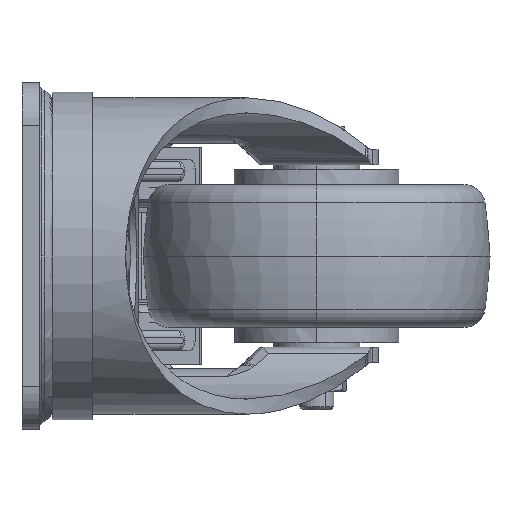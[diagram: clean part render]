
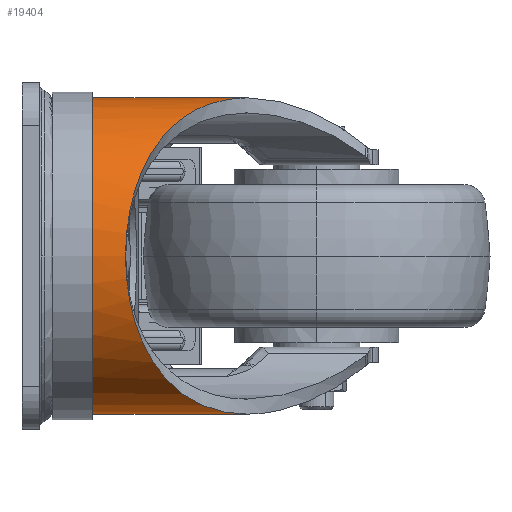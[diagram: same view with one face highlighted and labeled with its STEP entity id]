
A CAD part, left-side view. The second image highlights one B-rep face of the part: STEP entity #19404.
In plain terms, the highlighted cylindrical face has radius 36.5 mm (diameter 73 mm), a partial arc.
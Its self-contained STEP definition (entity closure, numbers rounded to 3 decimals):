
#189 = LINE ( 'NONE', #35932, #35573 ) ;
#616 = CARTESIAN_POINT ( 'NONE',  ( -28.245, -29.438, 23.153 ) ) ;
#750 = AXIS2_PLACEMENT_3D ( 'NONE', #31777, #21558, #4669 ) ;
#758 = CARTESIAN_POINT ( 'NONE',  ( -25.751, -31.202, 25.875 ) ) ;
#1049 = CARTESIAN_POINT ( 'NONE',  ( -2.037, -50.156, 36.458 ) ) ;
#1336 = CARTESIAN_POINT ( 'NONE',  ( -4.076, -48.356, -36.286 ) ) ;
#3923 = CARTESIAN_POINT ( 'NONE',  ( -13.26, -40.664, 34.023 ) ) ;
#3937 = CARTESIAN_POINT ( 'NONE',  ( -32.46, -26.55, 16.742 ) ) ;
#4641 = CARTESIAN_POINT ( 'NONE',  ( -14.275, -39.842, -33.661 ) ) ;
#4669 = DIRECTION ( 'NONE',  ( 0., 0., -1. ) ) ;
#4944 = CARTESIAN_POINT ( 'NONE',  ( -33.51, -25.847, -14.527 ) ) ;
#5370 = DIRECTION ( 'NONE',  ( 0., 0., -1. ) ) ;
#5955 = VERTEX_POINT ( 'NONE', #20909 ) ;
#6155 = EDGE_LOOP ( 'NONE', ( #31742, #21779, #35008, #16022 ) ) ;
#6734 = CARTESIAN_POINT ( 'NONE',  ( 0., -16.358, 36.5 ) ) ;
#7366 = CARTESIAN_POINT ( 'NONE',  ( -20.258, -35.218, 30.447 ) ) ;
#7564 = CARTESIAN_POINT ( 'NONE',  ( 0., -51.994, -36.5 ) ) ;
#7793 = CARTESIAN_POINT ( 'NONE',  ( -15.794, -38.658, 32.911 ) ) ;
#7933 = CARTESIAN_POINT ( 'NONE',  ( -1.015, -51.072, 36.5 ) ) ;
#8240 = CARTESIAN_POINT ( 'NONE',  ( -18.744, -36.377, -31.324 ) ) ;
#8387 = CARTESIAN_POINT ( 'NONE',  ( -36.104, -24.141, -5.531 ) ) ;
#8533 = CARTESIAN_POINT ( 'NONE',  ( 0., -51.994, -36.5 ) ) ;
#8673 = CARTESIAN_POINT ( 'NONE',  ( -34.903, -24.926, -10.764 ) ) ;
#8821 = CARTESIAN_POINT ( 'NONE',  ( -36.498, -23.885, -0.783 ) ) ;
#9813 = CARTESIAN_POINT ( 'NONE',  ( -33.577, -25.803, 14.373 ) ) ;
#11344 = CARTESIAN_POINT ( 'NONE',  ( -16.3, -38.262, 32.663 ) ) ;
#11935 = CARTESIAN_POINT ( 'NONE',  ( -16.278, -38.266, -32.749 ) ) ;
#12068 = DIRECTION ( 'NONE',  ( 0., -1., 0. ) ) ;
#13260 = FACE_OUTER_BOUND ( 'NONE', #6155, .T. ) ;
#13822 = VERTEX_POINT ( 'NONE', #6734 ) ;
#13969 = EDGE_CURVE ( 'NONE', #13822, #5955, #189, .T. ) ;
#14354 = CARTESIAN_POINT ( 'NONE',  ( -17.301, -37.485, 32.144 ) ) ;
#14646 = CARTESIAN_POINT ( 'NONE',  ( -5.103, -47.462, 36.156 ) ) ;
#14754 = CARTESIAN_POINT ( 'NONE',  ( -34.075, -25.472, 13.15 ) ) ;
#14786 = CARTESIAN_POINT ( 'NONE',  ( -20.688, -34.908, -30.076 ) ) ;
#14847 = AXIS2_PLACEMENT_3D ( 'NONE', #19265, #12068, #5370 ) ;
#15227 = CARTESIAN_POINT ( 'NONE',  ( -10.23, -43.117, -35.103 ) ) ;
#15373 = CARTESIAN_POINT ( 'NONE',  ( -30.494, -27.877, -20.216 ) ) ;
#15752 = LINE ( 'NONE', #38940, #36188 ) ;
#16022 = ORIENTED_EDGE ( 'NONE', *, *, #33940, .T. ) ;
#17640 = CARTESIAN_POINT ( 'NONE',  ( -27.442, -30.001, 24.098 ) ) ;
#18230 = CARTESIAN_POINT ( 'NONE',  ( -28.581, -29.205, -22.711 ) ) ;
#18515 = CARTESIAN_POINT ( 'NONE',  ( -27.374, -30.05, -24.151 ) ) ;
#18671 = CARTESIAN_POINT ( 'NONE',  ( -31.831, -26.971, -18.051 ) ) ;
#18831 = CARTESIAN_POINT ( 'NONE',  ( -36.337, -23.99, -3.514 ) ) ;
#19265 = CARTESIAN_POINT ( 'NONE',  ( 0., -16.358, 0. ) ) ;
#19404 = ADVANCED_FACE ( 'NONE', ( #13260 ), #23915, .T. ) ;
#19580 = CARTESIAN_POINT ( 'NONE',  ( -34.929, -24.909, 10.613 ) ) ;
#20340 = B_SPLINE_CURVE_WITH_KNOTS ( 'NONE', 3,
 ( #8533, #21809, #32458, #1336, #25302, #28737, #15227, #4641, #11935, #8240, #35973, #32172, #14786, #35669, #25752, #29198, #39123, #22130, #18515, #42585, #18230, #15373, #18671, #4944, #28899, #8673, #39416, #38814, #8387, #18831, #42886, #42286, #8821, #33370, #33716, #24250, #25313, #19580, #44234, #14754, #9813, #3937, #26314, #41848, #35219, #616, #17640, #24546, #758, #34762, #21522, #35068, #7366, #42134, #14354, #11344, #7793, #28293, #3923, #31736, #31882, #14646, #28017, #1049, #7933, #27870 ),
 .UNSPECIFIED., .F., .F.,
 ( 4, 2, 2, 2, 2, 2, 2, 2, 2, 2, 2, 2, 2, 2, 2, 2, 2, 2, 2, 2, 2, 2, 2, 2, 2, 2, 2, 2, 2, 2, 2, 2, 4 ),
 ( 0., 0.004, 0.008, 0.016, 0.025, 0.027, 0.029, 0.033, 0.037, 0.039, 0.041, 0.049, 0.053, 0.057, 0.062, 0.064, 0.066, 0.074, 0.076, 0.078, 0.082, 0.086, 0.09, 0.094, 0.096, 0.098, 0.107, 0.109, 0.111, 0.115, 0.123, 0.127, 0.131 ),
 .UNSPECIFIED. ) ;
#20909 = CARTESIAN_POINT ( 'NONE',  ( 0., -51.994, 36.5 ) ) ;
#21522 = CARTESIAN_POINT ( 'NONE',  ( -24.424, -32.157, 27.13 ) ) ;
#21558 = DIRECTION ( 'NONE',  ( 0., -1., 0. ) ) ;
#21779 = ORIENTED_EDGE ( 'NONE', *, *, #41238, .T. ) ;
#21809 = CARTESIAN_POINT ( 'NONE',  ( -1.013, -51.073, -36.5 ) ) ;
#22130 = CARTESIAN_POINT ( 'NONE',  ( -26.961, -30.342, -24.611 ) ) ;
#22381 = DIRECTION ( 'NONE',  ( 0., -1., 0. ) ) ;
#23024 = EDGE_CURVE ( 'NONE', #31098, #31814, #15752, .T. ) ;
#23915 = CYLINDRICAL_SURFACE ( 'NONE', #750, 36.5 ) ;
#24250 = CARTESIAN_POINT ( 'NONE',  ( -35.466, -24.557, 8.651 ) ) ;
#24546 = CARTESIAN_POINT ( 'NONE',  ( -26.181, -30.896, 25.44 ) ) ;
#25302 = CARTESIAN_POINT ( 'NONE',  ( -5.106, -47.46, -36.156 ) ) ;
#25313 = CARTESIAN_POINT ( 'NONE',  ( -35.299, -24.666, 9.309 ) ) ;
#25418 = DIRECTION ( 'NONE',  ( 0., -1., 0. ) ) ;
#25752 = CARTESIAN_POINT ( 'NONE',  ( -23.034, -33.167, -28.339 ) ) ;
#26314 = CARTESIAN_POINT ( 'NONE',  ( -31.842, -26.966, 17.889 ) ) ;
#27870 = CARTESIAN_POINT ( 'NONE',  ( 0., -51.994, 36.5 ) ) ;
#28017 = CARTESIAN_POINT ( 'NONE',  ( -4.081, -48.351, 36.286 ) ) ;
#28293 = CARTESIAN_POINT ( 'NONE',  ( -14.275, -39.853, 33.611 ) ) ;
#28737 = CARTESIAN_POINT ( 'NONE',  ( -8.189, -44.817, -35.631 ) ) ;
#28899 = CARTESIAN_POINT ( 'NONE',  ( -34.015, -25.512, -13.306 ) ) ;
#29198 = CARTESIAN_POINT ( 'NONE',  ( -24.829, -31.863, -26.781 ) ) ;
#31098 = VERTEX_POINT ( 'NONE', #32216 ) ;
#31736 = CARTESIAN_POINT ( 'NONE',  ( -10.209, -43.135, 35.11 ) ) ;
#31742 = ORIENTED_EDGE ( 'NONE', *, *, #13969, .F. ) ;
#31777 = CARTESIAN_POINT ( 'NONE',  ( 0., 12.523, 0. ) ) ;
#31814 = VERTEX_POINT ( 'NONE', #7564 ) ;
#31882 = CARTESIAN_POINT ( 'NONE',  ( -8.168, -44.834, 35.635 ) ) ;
#32172 = CARTESIAN_POINT ( 'NONE',  ( -20.208, -35.268, -30.401 ) ) ;
#32216 = CARTESIAN_POINT ( 'NONE',  ( 0., -16.358, -36.5 ) ) ;
#32458 = CARTESIAN_POINT ( 'NONE',  ( -2.031, -50.161, -36.458 ) ) ;
#33370 = CARTESIAN_POINT ( 'NONE',  ( -36.507, -23.88, 2.655 ) ) ;
#33716 = CARTESIAN_POINT ( 'NONE',  ( -36.207, -24.073, 5.35 ) ) ;
#33940 = EDGE_CURVE ( 'NONE', #31814, #5955, #20340, .T. ) ;
#34762 = CARTESIAN_POINT ( 'NONE',  ( -24.873, -31.833, 26.72 ) ) ;
#35008 = ORIENTED_EDGE ( 'NONE', *, *, #23024, .T. ) ;
#35068 = CARTESIAN_POINT ( 'NONE',  ( -22.158, -33.803, 29.104 ) ) ;
#35219 = CARTESIAN_POINT ( 'NONE',  ( -29.769, -28.38, 21.157 ) ) ;
#35573 = VECTOR ( 'NONE', #22381, 1000. ) ;
#35669 = CARTESIAN_POINT ( 'NONE',  ( -22.11, -33.847, -29.064 ) ) ;
#35932 = CARTESIAN_POINT ( 'NONE',  ( 0., 12.523, 36.5 ) ) ;
#35973 = CARTESIAN_POINT ( 'NONE',  ( -19.237, -36.002, -31.025 ) ) ;
#36188 = VECTOR ( 'NONE', #25418, 1000. ) ;
#38814 = CARTESIAN_POINT ( 'NONE',  ( -35.875, -24.29, -6.858 ) ) ;
#38940 = CARTESIAN_POINT ( 'NONE',  ( 0., 12.523, -36.5 ) ) ;
#39123 = CARTESIAN_POINT ( 'NONE',  ( -25.7, -31.237, -25.948 ) ) ;
#39416 = CARTESIAN_POINT ( 'NONE',  ( -35.275, -24.682, -9.474 ) ) ;
#41238 = EDGE_CURVE ( 'NONE', #13822, #31098, #43239, .T. ) ;
#41848 = CARTESIAN_POINT ( 'NONE',  ( -30.491, -27.885, 20.106 ) ) ;
#42134 = CARTESIAN_POINT ( 'NONE',  ( -17.797, -37.102, 31.872 ) ) ;
#42286 = CARTESIAN_POINT ( 'NONE',  ( -36.477, -23.899, -1.473 ) ) ;
#42585 = CARTESIAN_POINT ( 'NONE',  ( -28.184, -29.482, -23.201 ) ) ;
#42886 = CARTESIAN_POINT ( 'NONE',  ( -36.396, -23.952, -2.837 ) ) ;
#43239 = CIRCLE ( 'NONE', #14847, 36.5 ) ;
#44234 = CARTESIAN_POINT ( 'NONE',  ( -34.728, -25.041, 11.255 ) ) ;
